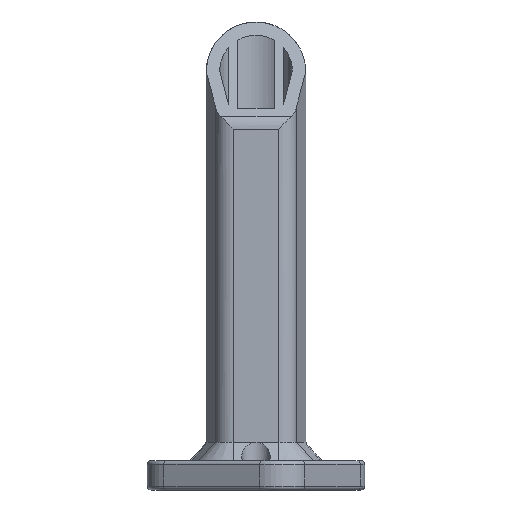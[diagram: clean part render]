
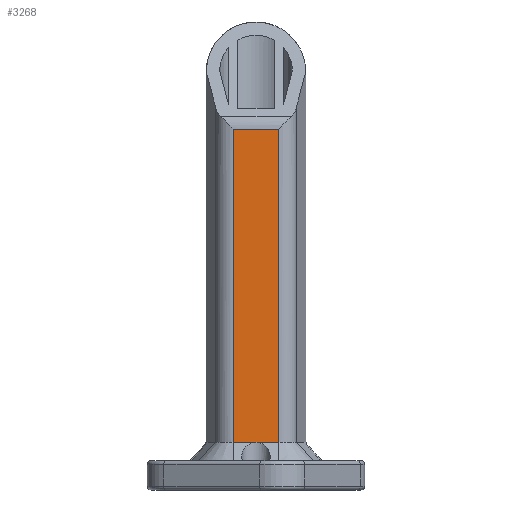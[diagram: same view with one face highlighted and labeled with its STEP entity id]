
A CAD part, front view. The second image highlights one B-rep face of the part: STEP entity #3268.
In plain terms, the highlighted planar face has unit normal (0, -1, 0).
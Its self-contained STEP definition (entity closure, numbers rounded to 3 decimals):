
#97 = CARTESIAN_POINT ( 'NONE',  ( 6.156, -13.625, 13. ) ) ;
#98 = CARTESIAN_POINT ( 'NONE',  ( 6.156, -13.625, 98.679 ) ) ;
#99 = CARTESIAN_POINT ( 'NONE',  ( -6.156, -13.625, 98.679 ) ) ;
#424 = VECTOR ( 'NONE', #3827, 1000. ) ;
#487 = LINE ( 'NONE', #3721, #489 ) ;
#488 = LINE ( 'NONE', #3756, #491 ) ;
#489 = VECTOR ( 'NONE', #3939, 1000. ) ;
#490 = LINE ( 'NONE', #3847, #493 ) ;
#491 = VECTOR ( 'NONE', #3820, 1000. ) ;
#492 = LINE ( 'NONE', #3826, #424 ) ;
#493 = VECTOR ( 'NONE', #3824, 1000. ) ;
#595 = VERTEX_POINT ( 'NONE', #2939 ) ;
#596 = VERTEX_POINT ( 'NONE', #2940 ) ;
#704 = AXIS2_PLACEMENT_3D ( 'NONE', #2077, #2064, #1993 ) ;
#1376 = FACE_OUTER_BOUND ( 'NONE', #1769, .T. ) ;
#1769 = EDGE_LOOP ( 'NONE', ( #2811, #2812, #2813, #2814, #2815 ) ) ;
#1913 = PLANE ( 'NONE',  #704 ) ;
#1993 = DIRECTION ( 'NONE',  ( -1., 0., 0. ) ) ;
#2064 = DIRECTION ( 'NONE',  ( 0., 1., 0. ) ) ;
#2077 = CARTESIAN_POINT ( 'NONE',  ( -10., -13.625, 128. ) ) ;
#2811 = ORIENTED_EDGE ( 'NONE', *, *, #3506, .T. ) ;
#2812 = ORIENTED_EDGE ( 'NONE', *, *, #3507, .T. ) ;
#2813 = ORIENTED_EDGE ( 'NONE', *, *, #3508, .T. ) ;
#2814 = ORIENTED_EDGE ( 'NONE', *, *, #3509, .T. ) ;
#2815 = ORIENTED_EDGE ( 'NONE', *, *, #3510, .T. ) ;
#2939 = CARTESIAN_POINT ( 'NONE',  ( 0., -13.625, 13. ) ) ;
#2940 = CARTESIAN_POINT ( 'NONE',  ( -6.156, -13.625, 13. ) ) ;
#3268 = ADVANCED_FACE ( 'NONE', ( #1376 ), #1913, .F. ) ;
#3292 = LINE ( 'NONE', #3830, #3293 ) ;
#3293 = VECTOR ( 'NONE', #3855, 1000. ) ;
#3506 = EDGE_CURVE ( 'NONE', #596, #595, #487, .T. ) ;
#3507 = EDGE_CURVE ( 'NONE', #595, #3638, #488, .T. ) ;
#3508 = EDGE_CURVE ( 'NONE', #3638, #3639, #490, .T. ) ;
#3509 = EDGE_CURVE ( 'NONE', #3639, #3640, #492, .T. ) ;
#3510 = EDGE_CURVE ( 'NONE', #3640, #596, #3292, .T. ) ;
#3638 = VERTEX_POINT ( 'NONE', #97 ) ;
#3639 = VERTEX_POINT ( 'NONE', #98 ) ;
#3640 = VERTEX_POINT ( 'NONE', #99 ) ;
#3721 = CARTESIAN_POINT ( 'NONE',  ( -10., -13.625, 13. ) ) ;
#3756 = CARTESIAN_POINT ( 'NONE',  ( -10., -13.625, 13. ) ) ;
#3820 = DIRECTION ( 'NONE',  ( 1., 0., 0. ) ) ;
#3824 = DIRECTION ( 'NONE',  ( 0., 0., 1. ) ) ;
#3826 = CARTESIAN_POINT ( 'NONE',  ( -10., -13.625, 98.679 ) ) ;
#3827 = DIRECTION ( 'NONE',  ( -1., 0., 0. ) ) ;
#3830 = CARTESIAN_POINT ( 'NONE',  ( -6.156, -13.625, 128. ) ) ;
#3847 = CARTESIAN_POINT ( 'NONE',  ( 6.156, -13.625, 128. ) ) ;
#3855 = DIRECTION ( 'NONE',  ( 0., 0., -1. ) ) ;
#3939 = DIRECTION ( 'NONE',  ( 1., 0., 0. ) ) ;
